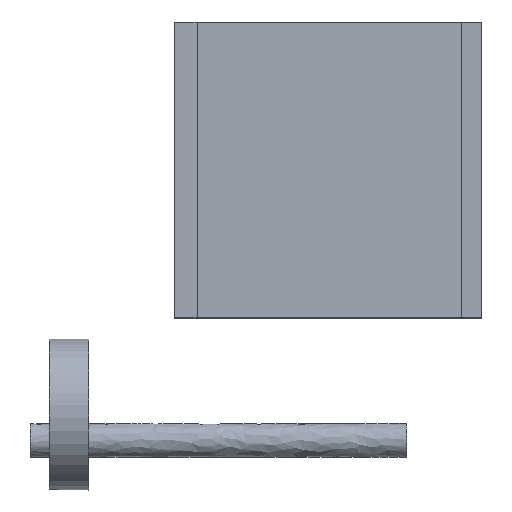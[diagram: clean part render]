
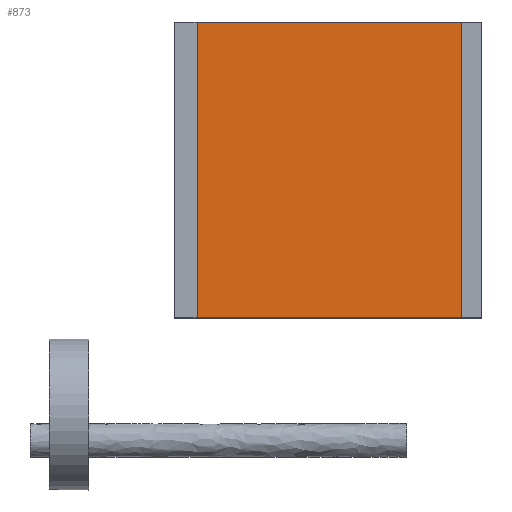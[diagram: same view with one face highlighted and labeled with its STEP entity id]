
A CAD part, top view. The second image highlights one B-rep face of the part: STEP entity #873.
In plain terms, the highlighted free-form (B-spline) face has degree [1, 1] with [2, 2] control points.
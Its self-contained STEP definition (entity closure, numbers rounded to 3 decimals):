
#638=CARTESIAN_POINT('',(78.439,-87.,-35.233));
#639=VERTEX_POINT('',#638);
#645=CARTESIAN_POINT('',(-77.041,-87.,-35.233));
#646=VERTEX_POINT('',#645);
#647=CARTESIAN_POINT('',(-77.041,-87.,-35.233));
#648=CARTESIAN_POINT('',(78.439,-87.,-35.233));
#649=B_SPLINE_CURVE_WITH_KNOTS('',1,(#647,#648),.POLYLINE_FORM.,.F.,.U.,(2,2),(0.321,0.676),.UNSPECIFIED.);
#650=EDGE_CURVE('',#646,#639,#649,.T.);
#732=CARTESIAN_POINT('',(-77.041,87.,-35.233));
#733=VERTEX_POINT('',#732);
#739=CARTESIAN_POINT('',(78.439,87.,-35.233));
#740=VERTEX_POINT('',#739);
#741=CARTESIAN_POINT('',(78.439,87.,-35.233));
#742=CARTESIAN_POINT('',(-77.041,87.,-35.233));
#743=B_SPLINE_CURVE_WITH_KNOTS('',1,(#741,#742),.POLYLINE_FORM.,.F.,.U.,(2,2),(0.324,0.679),.UNSPECIFIED.);
#744=EDGE_CURVE('',#740,#733,#743,.T.);
#831=CARTESIAN_POINT('',(78.439,87.,-35.233));
#832=CARTESIAN_POINT('',(78.439,-87.,-35.233));
#833=B_SPLINE_CURVE_WITH_KNOTS('',1,(#831,#832),.POLYLINE_FORM.,.F.,.U.,(2,2),(0.297,0.703),.UNSPECIFIED.);
#834=EDGE_CURVE('',#740,#639,#833,.T.);
#858=CARTESIAN_POINT('',(-77.041,214.,-35.233));
#859=CARTESIAN_POINT('',(-77.041,-214.,-35.233));
#860=CARTESIAN_POINT('',(78.439,214.,-35.233));
#861=CARTESIAN_POINT('',(78.439,-214.,-35.233));
#862=B_SPLINE_SURFACE_WITH_KNOTS('',1,1,((#858,#859),(#860,#861)),.PLANE_SURF.,.F.,.F.,.U.,(2,2),(2,2),(0.,1.),(0.,1.),.UNSPECIFIED.);
#863=ORIENTED_EDGE('',*,*,#834,.T.);
#864=ORIENTED_EDGE('',*,*,#650,.F.);
#865=CARTESIAN_POINT('',(-77.041,87.,-35.233));
#866=CARTESIAN_POINT('',(-77.041,-87.,-35.233));
#867=B_SPLINE_CURVE_WITH_KNOTS('',1,(#865,#866),.POLYLINE_FORM.,.F.,.U.,(2,2),(0.297,0.703),.UNSPECIFIED.);
#868=EDGE_CURVE('',#733,#646,#867,.T.);
#869=ORIENTED_EDGE('',*,*,#868,.F.);
#870=ORIENTED_EDGE('',*,*,#744,.F.);
#871=EDGE_LOOP('',(#863,#864,#869,#870));
#872=FACE_OUTER_BOUND('',#871,.F.);
#873=ADVANCED_FACE('',(#872),#862,.F.);
